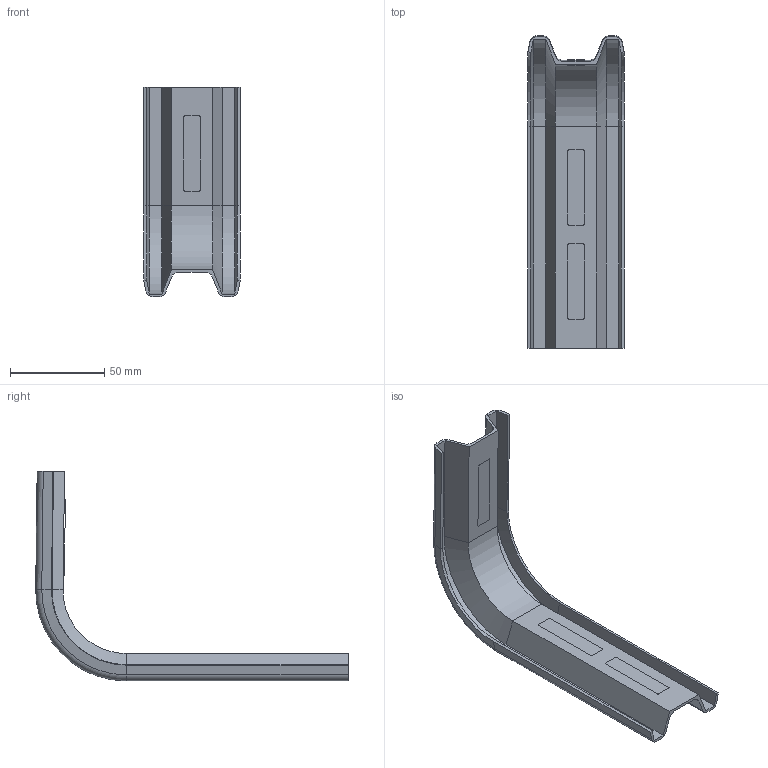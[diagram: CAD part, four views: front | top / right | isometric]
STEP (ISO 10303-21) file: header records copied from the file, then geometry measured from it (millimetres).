
FILE_DESCRIPTION(/* description */ (''),/* implementation_level */ '2;1');
FILE_NAME(/* name */ '002700.stp',/* time_stamp */ '2024-01-03T10:48:07+01:00',/* author */ ('bonnaudn'),/* organization */ (''),/* preprocessor_version */ 'ST-DEVELOPER v19.2',/* originating_system */ 'AutoCAD Mechanical',/* authorisation */ '');
FILE_SCHEMA (('AUTOMOTIVE_DESIGN { 1 0 10303 214 3 1 1 }'));
Length unit declared in the file: millimetre
Products named in the file (1): Product
Bounding box: 50.96 x 165.57 x 111.15 mm (x, y, z)
Volume: 28246.9 mm3; surface area: 40970.3 mm2
Topology: 1 solids, 7 shells, 74 faces, 202 edges, 136 vertices
Faces by surface type: plane 40, cylinder 18, cone 10, torus 6
Entity records: 2363 total; most frequent: DIRECTION 422, CARTESIAN_POINT 413, ORIENTED_EDGE 356, EDGE_CURVE 202, AXIS2_PLACEMENT_3D 145, VERTEX_POINT 136, LINE 132, VECTOR 132
